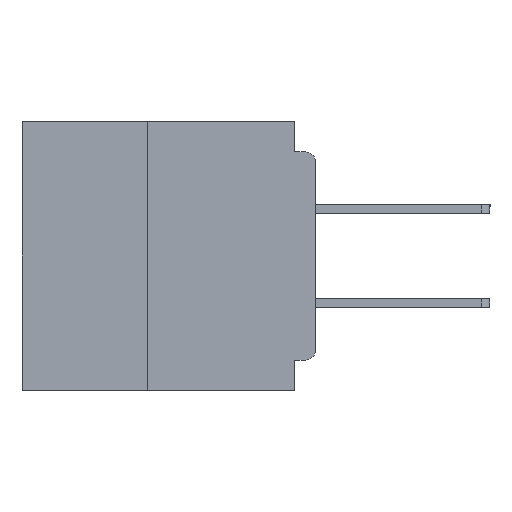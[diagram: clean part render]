
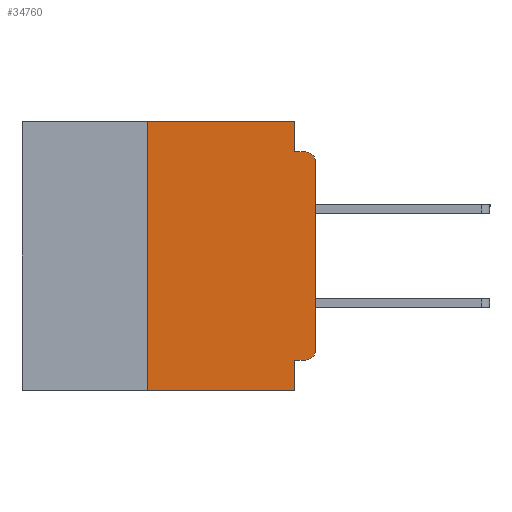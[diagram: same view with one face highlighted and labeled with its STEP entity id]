
A CAD part, left-side view. The second image highlights one B-rep face of the part: STEP entity #34760.
In plain terms, the highlighted planar face has unit normal (-1, 0, 0).
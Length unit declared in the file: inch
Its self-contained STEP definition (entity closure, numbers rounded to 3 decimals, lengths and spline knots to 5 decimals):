
#706 = DIRECTION ( 'NONE',  ( 0., 0., -1. ) ) ;
#1715 = DIRECTION ( 'NONE',  ( 0., 0., -1. ) ) ;
#1750 = CARTESIAN_POINT ( 'NONE',  ( 0., 0.031, 0. ) ) ;
#1922 = LINE ( 'NONE', #33851, #23831 ) ;
#1926 = LINE ( 'NONE', #13032, #22537 ) ;
#2164 = VERTEX_POINT ( 'NONE', #12226 ) ;
#2808 = DIRECTION ( 'NONE',  ( 0., 1., 0. ) ) ;
#3139 = CARTESIAN_POINT ( 'NONE',  ( 0., 0.015, -0.06 ) ) ;
#3344 = CARTESIAN_POINT ( 'NONE',  ( 0., 0.031, -0.4 ) ) ;
#3609 = DIRECTION ( 'NONE',  ( 0., -1., 0. ) ) ;
#4685 = ORIENTED_EDGE ( 'NONE', *, *, #34509, .F. ) ;
#4743 = VERTEX_POINT ( 'NONE', #1750 ) ;
#5145 = VERTEX_POINT ( 'NONE', #8387 ) ;
#5602 = CARTESIAN_POINT ( 'NONE',  ( 0., 0.015, -0.355 ) ) ;
#6592 = EDGE_CURVE ( 'NONE', #25495, #5145, #49541, .T. ) ;
#6696 = CIRCLE ( 'NONE', #48095, 0.015 ) ;
#6707 = ORIENTED_EDGE ( 'NONE', *, *, #13680, .F. ) ;
#7304 = DIRECTION ( 'NONE',  ( 0., 0., -1. ) ) ;
#7949 = EDGE_LOOP ( 'NONE', ( #18824, #29795, #6707, #10900, #39826, #4685, #22192, #21296, #35030, #32247 ) ) ;
#8005 = CARTESIAN_POINT ( 'NONE',  ( 0., 0., -0.06 ) ) ;
#8149 = CARTESIAN_POINT ( 'NONE',  ( 0., 0.437, 0. ) ) ;
#8387 = CARTESIAN_POINT ( 'NONE',  ( 0., 0.031, -0.355 ) ) ;
#9591 = CARTESIAN_POINT ( 'NONE',  ( 0., 0.031, -0.4 ) ) ;
#9706 = VECTOR ( 'NONE', #3609, 39.37008 ) ;
#9949 = VERTEX_POINT ( 'NONE', #11248 ) ;
#10900 = ORIENTED_EDGE ( 'NONE', *, *, #13849, .F. ) ;
#10976 = CARTESIAN_POINT ( 'NONE',  ( 0., 0., -0.355 ) ) ;
#11248 = CARTESIAN_POINT ( 'NONE',  ( 0., 0.015, -0.045 ) ) ;
#11273 = VECTOR ( 'NONE', #20317, 39.37008 ) ;
#12226 = CARTESIAN_POINT ( 'NONE',  ( 0., 0.25, 0. ) ) ;
#13032 = CARTESIAN_POINT ( 'NONE',  ( 0., 0.031, 0. ) ) ;
#13680 = EDGE_CURVE ( 'NONE', #35968, #9949, #31495, .T. ) ;
#13849 = EDGE_CURVE ( 'NONE', #4743, #35968, #1926, .T. ) ;
#14900 = AXIS2_PLACEMENT_3D ( 'NONE', #3139, #31849, #7304 ) ;
#17365 = VECTOR ( 'NONE', #49130, 39.37008 ) ;
#17508 = EDGE_CURVE ( 'NONE', #35087, #9949, #25877, .T. ) ;
#17623 = DIRECTION ( 'NONE',  ( 0., -1., 0. ) ) ;
#17989 = PLANE ( 'NONE',  #45359 ) ;
#18235 = VERTEX_POINT ( 'NONE', #52226 ) ;
#18271 = VECTOR ( 'NONE', #2808, 39.37008 ) ;
#18556 = EDGE_CURVE ( 'NONE', #48307, #27126, #1922, .T. ) ;
#18581 = LINE ( 'NONE', #3344, #39048 ) ;
#18686 = CARTESIAN_POINT ( 'NONE',  ( 0., 0.015, -0.34 ) ) ;
#18824 = ORIENTED_EDGE ( 'NONE', *, *, #33153, .T. ) ;
#20317 = DIRECTION ( 'NONE',  ( 0., 0., 1. ) ) ;
#21296 = ORIENTED_EDGE ( 'NONE', *, *, #47407, .F. ) ;
#22177 = LINE ( 'NONE', #48882, #11273 ) ;
#22192 = ORIENTED_EDGE ( 'NONE', *, *, #18556, .T. ) ;
#22247 = CARTESIAN_POINT ( 'NONE',  ( 0., 0.437, 0. ) ) ;
#22537 = VECTOR ( 'NONE', #706, 39.37008 ) ;
#22777 = DIRECTION ( 'NONE',  ( 0., 0., -1. ) ) ;
#23831 = VECTOR ( 'NONE', #17623, 39.37008 ) ;
#24034 = CARTESIAN_POINT ( 'NONE',  ( 0., 0., 0. ) ) ;
#25495 = VERTEX_POINT ( 'NONE', #5602 ) ;
#25877 = CIRCLE ( 'NONE', #14900, 0.015 ) ;
#26365 = DIRECTION ( 'NONE',  ( 1., 0., 0. ) ) ;
#27126 = VERTEX_POINT ( 'NONE', #9591 ) ;
#28216 = LINE ( 'NONE', #8149, #17365 ) ;
#29795 = ORIENTED_EDGE ( 'NONE', *, *, #17508, .T. ) ;
#31495 = LINE ( 'NONE', #36465, #9706 ) ;
#31849 = DIRECTION ( 'NONE',  ( -1., 0., 0. ) ) ;
#31873 = DIRECTION ( 'NONE',  ( 0., 0., -1. ) ) ;
#31950 = EDGE_CURVE ( 'NONE', #2164, #4743, #28216, .T. ) ;
#32247 = ORIENTED_EDGE ( 'NONE', *, *, #34827, .T. ) ;
#32357 = FACE_OUTER_BOUND ( 'NONE', #7949, .T. ) ;
#33153 = EDGE_CURVE ( 'NONE', #18235, #35087, #44068, .T. ) ;
#33851 = CARTESIAN_POINT ( 'NONE',  ( 0., 0.437, -0.4 ) ) ;
#34509 = EDGE_CURVE ( 'NONE', #48307, #2164, #22177, .T. ) ;
#34760 = ADVANCED_FACE ( 'NONE', ( #32357 ), #17989, .F. ) ;
#34827 = EDGE_CURVE ( 'NONE', #25495, #18235, #6696, .T. ) ;
#35030 = ORIENTED_EDGE ( 'NONE', *, *, #6592, .F. ) ;
#35087 = VERTEX_POINT ( 'NONE', #8005 ) ;
#35968 = VERTEX_POINT ( 'NONE', #45889 ) ;
#36465 = CARTESIAN_POINT ( 'NONE',  ( 0., 0., -0.045 ) ) ;
#39048 = VECTOR ( 'NONE', #31873, 39.37008 ) ;
#39826 = ORIENTED_EDGE ( 'NONE', *, *, #31950, .F. ) ;
#41823 = CARTESIAN_POINT ( 'NONE',  ( 0., 0.25, -0.4 ) ) ;
#44068 = LINE ( 'NONE', #24034, #45348 ) ;
#45348 = VECTOR ( 'NONE', #52537, 39.37008 ) ;
#45359 = AXIS2_PLACEMENT_3D ( 'NONE', #22247, #26365, #1715 ) ;
#45889 = CARTESIAN_POINT ( 'NONE',  ( 0., 0.031, -0.045 ) ) ;
#47267 = DIRECTION ( 'NONE',  ( -1., 0., 0. ) ) ;
#47407 = EDGE_CURVE ( 'NONE', #5145, #27126, #18581, .T. ) ;
#48095 = AXIS2_PLACEMENT_3D ( 'NONE', #18686, #47267, #22777 ) ;
#48307 = VERTEX_POINT ( 'NONE', #41823 ) ;
#48882 = CARTESIAN_POINT ( 'NONE',  ( 0., 0.25, -0.4 ) ) ;
#49130 = DIRECTION ( 'NONE',  ( 0., -1., 0. ) ) ;
#49541 = LINE ( 'NONE', #10976, #18271 ) ;
#52226 = CARTESIAN_POINT ( 'NONE',  ( 0., 0., -0.34 ) ) ;
#52537 = DIRECTION ( 'NONE',  ( 0., 0., 1. ) ) ;
